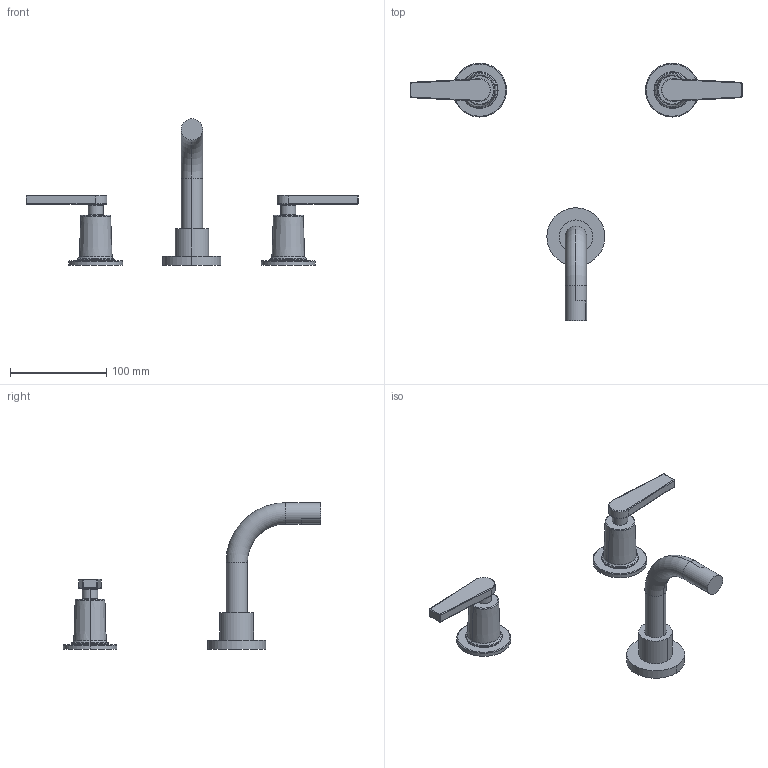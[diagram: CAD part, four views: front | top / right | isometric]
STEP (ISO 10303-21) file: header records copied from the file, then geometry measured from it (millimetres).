
FILE_DESCRIPTION((''),'2;1');
FILE_NAME('3-2975_SW0001','2020-12-01T11:24:07',('rsmith'),(''),'CREO PARAMETRIC BY PTC INC, 2018400','CREO PARAMETRIC BY PTC INC, 2018400','');
FILE_SCHEMA(('AUTOMOTIVE_DESIGN { 1 0 10303 214 1 1 1 1 }'));
Length unit declared in the file: inch
Products named in the file (1): 3-2975_SW0001
Bounding box: 344.81 x 267.72 x 152.34 mm (x, y, z)
Volume: 258929.1 mm3; surface area: 54730.6 mm2
Topology: 3 solids, 3 shells, 108 faces, 214 edges, 124 vertices
Faces by surface type: cylinder 46, torus 26, plane 24, sphere 8, cone 4
Entity records: 4642 total; most frequent: DIRECTION 574, CARTESIAN_POINT 448, ORIENTED_EDGE 428, PRESENTATION_STYLE_ASSIGNMENT 324, AXIS2_PLACEMENT_3D 252, STYLED_ITEM 217, CURVE_STYLE 214, EDGE_CURVE 214
